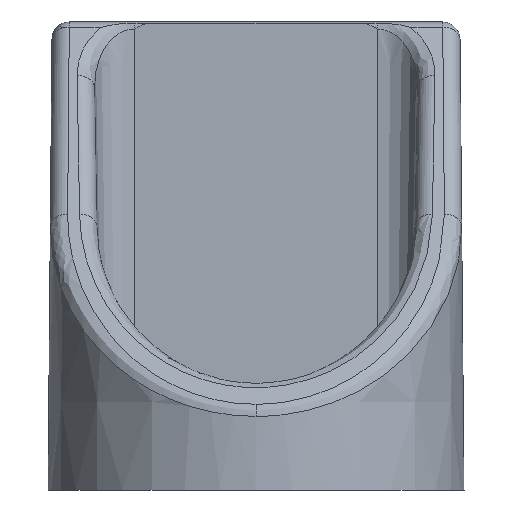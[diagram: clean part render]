
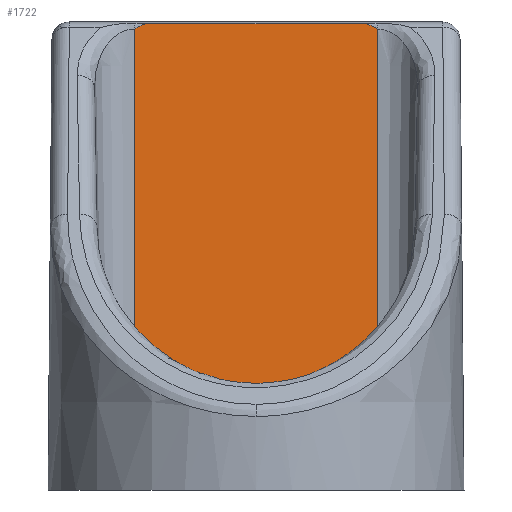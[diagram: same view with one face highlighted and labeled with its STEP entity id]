
A CAD part, left-side view. The second image highlights one B-rep face of the part: STEP entity #1722.
In plain terms, the highlighted planar face has unit normal (-1, 0, 0.018).
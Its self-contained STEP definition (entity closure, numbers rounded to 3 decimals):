
#3 = EDGE_CURVE ( 'NONE', #662, #831, #2071, .T. ) ;
#7 = DIRECTION ( 'NONE',  ( 0., 1., 0. ) ) ;
#153 = DIRECTION ( 'NONE',  ( 0.017, 0., 1. ) ) ;
#156 = PLANE ( 'NONE',  #789 ) ;
#158 = CARTESIAN_POINT ( 'NONE',  ( 10., 7., 5. ) ) ;
#243 = DIRECTION ( 'NONE',  ( -1., 0., 0.017 ) ) ;
#254 = EDGE_CURVE ( 'NONE', #1516, #320, #1314, .T. ) ;
#284 = LINE ( 'NONE', #1935, #1055 ) ;
#320 = VERTEX_POINT ( 'NONE', #1375 ) ;
#333 = CARTESIAN_POINT ( 'NONE',  ( 10.382, 6.312, 26.909 ) ) ;
#364 = CARTESIAN_POINT ( 'NONE',  ( 10.382, -6.312, 26.909 ) ) ;
#515 = LINE ( 'NONE', #951, #1479 ) ;
#662 = VERTEX_POINT ( 'NONE', #1013 ) ;
#730 = EDGE_CURVE ( 'NONE', #662, #2029, #515, .T. ) ;
#739 = EDGE_CURVE ( 'NONE', #320, #2029, #1819, .T. ) ;
#789 = AXIS2_PLACEMENT_3D ( 'NONE', #158, #243, #153 ) ;
#831 = VERTEX_POINT ( 'NONE', #912 ) ;
#905 = B_SPLINE_CURVE_WITH_KNOTS ( 'NONE', 3,
 ( #1598, #1589, #1570, #2101 ),
 .UNSPECIFIED., .F., .F.,
 ( 4, 4 ),
 ( 0., 1. ),
 .UNSPECIFIED. ) ;
#912 = CARTESIAN_POINT ( 'NONE',  ( 10.377, -7., 26.596 ) ) ;
#950 = DIRECTION ( 'NONE',  ( 0., 1., 0. ) ) ;
#951 = CARTESIAN_POINT ( 'NONE',  ( 10., -7., 5. ) ) ;
#960 = DIRECTION ( 'NONE',  ( -0.017, 0., -1. ) ) ;
#963 = CARTESIAN_POINT ( 'NONE',  ( 8719.99, 7., 499000. ) ) ;
#1013 = CARTESIAN_POINT ( 'NONE',  ( 10., -7., 5. ) ) ;
#1015 = ORIENTED_EDGE ( 'NONE', *, *, #739, .T. ) ;
#1055 = VECTOR ( 'NONE', #7, 1000. ) ;
#1060 = ORIENTED_EDGE ( 'NONE', *, *, #2028, .T. ) ;
#1202 = CARTESIAN_POINT ( 'NONE',  ( 10.382, 6.312, 26.909 ) ) ;
#1240 = ORIENTED_EDGE ( 'NONE', *, *, #254, .T. ) ;
#1314 = B_SPLINE_CURVE_WITH_KNOTS ( 'NONE', 3,
 ( #1202, #1542, #1532, #1509 ),
 .UNSPECIFIED., .F., .F.,
 ( 4, 4 ),
 ( 0., 1. ),
 .UNSPECIFIED. ) ;
#1330 = VECTOR ( 'NONE', #960, 1000. ) ;
#1375 = CARTESIAN_POINT ( 'NONE',  ( 10.377, 7., 26.596 ) ) ;
#1411 = EDGE_LOOP ( 'NONE', ( #1015, #1923, #1661, #1060, #2126, #1240 ) ) ;
#1435 = FACE_OUTER_BOUND ( 'NONE', #1411, .T. ) ;
#1449 = VERTEX_POINT ( 'NONE', #364 ) ;
#1479 = VECTOR ( 'NONE', #950, 1000. ) ;
#1509 = CARTESIAN_POINT ( 'NONE',  ( 10.377, 7., 26.596 ) ) ;
#1516 = VERTEX_POINT ( 'NONE', #333 ) ;
#1525 = CARTESIAN_POINT ( 'NONE',  ( 10., 7., 5. ) ) ;
#1532 = CARTESIAN_POINT ( 'NONE',  ( 10.379, 6.781, 26.737 ) ) ;
#1542 = CARTESIAN_POINT ( 'NONE',  ( 10.381, 6.551, 26.842 ) ) ;
#1570 = CARTESIAN_POINT ( 'NONE',  ( 10.381, -6.551, 26.842 ) ) ;
#1589 = CARTESIAN_POINT ( 'NONE',  ( 10.379, -6.781, 26.737 ) ) ;
#1598 = CARTESIAN_POINT ( 'NONE',  ( 10.377, -7., 26.596 ) ) ;
#1661 = ORIENTED_EDGE ( 'NONE', *, *, #3, .T. ) ;
#1722 = ADVANCED_FACE ( 'NONE', ( #1435 ), #156, .T. ) ;
#1764 = DIRECTION ( 'NONE',  ( 0.017, 0., 1. ) ) ;
#1819 = LINE ( 'NONE', #963, #1330 ) ;
#1847 = EDGE_CURVE ( 'NONE', #1449, #1516, #284, .T. ) ;
#1923 = ORIENTED_EDGE ( 'NONE', *, *, #730, .F. ) ;
#1935 = CARTESIAN_POINT ( 'NONE',  ( 10.382, 7., 26.909 ) ) ;
#2028 = EDGE_CURVE ( 'NONE', #831, #1449, #905, .T. ) ;
#2029 = VERTEX_POINT ( 'NONE', #1525 ) ;
#2071 = LINE ( 'NONE', #2089, #2096 ) ;
#2089 = CARTESIAN_POINT ( 'NONE',  ( 10., -7., 5. ) ) ;
#2096 = VECTOR ( 'NONE', #1764, 1000. ) ;
#2101 = CARTESIAN_POINT ( 'NONE',  ( 10.382, -6.312, 26.909 ) ) ;
#2126 = ORIENTED_EDGE ( 'NONE', *, *, #1847, .T. ) ;
